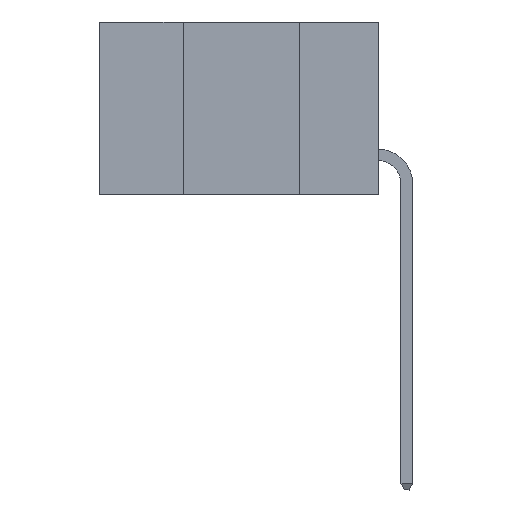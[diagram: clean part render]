
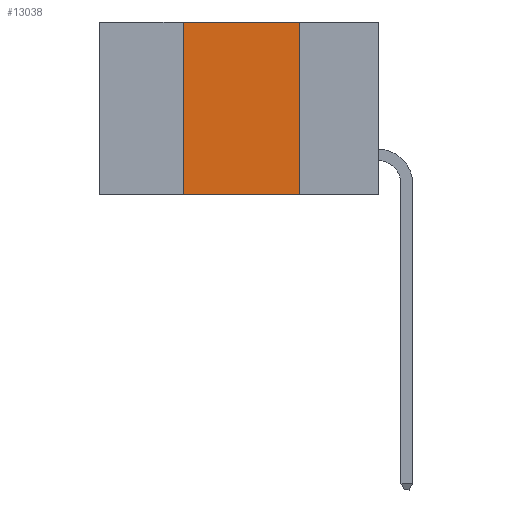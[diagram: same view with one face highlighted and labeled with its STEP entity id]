
A CAD part, left-side view. The second image highlights one B-rep face of the part: STEP entity #13038.
In plain terms, the highlighted planar face has unit normal (-1, 0, 0).
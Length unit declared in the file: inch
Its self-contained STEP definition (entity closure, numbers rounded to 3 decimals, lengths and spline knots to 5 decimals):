
#743 = LINE ( 'NONE', #18321, #4997 ) ;
#1647 = ORIENTED_EDGE ( 'NONE', *, *, #13201, .F. ) ;
#1913 = EDGE_CURVE ( 'NONE', #12828, #2089, #2360, .T. ) ;
#2089 = VERTEX_POINT ( 'NONE', #15613 ) ;
#2294 = CARTESIAN_POINT ( 'NONE',  ( 0., 0.6, 0. ) ) ;
#2360 = LINE ( 'NONE', #12051, #9764 ) ;
#2996 = VERTEX_POINT ( 'NONE', #18782 ) ;
#3594 = EDGE_CURVE ( 'NONE', #2089, #2996, #9027, .T. ) ;
#3869 = DIRECTION ( 'NONE',  ( 0., 0., -1. ) ) ;
#3972 = LINE ( 'NONE', #19997, #11819 ) ;
#4045 = AXIS2_PLACEMENT_3D ( 'NONE', #2294, #13281, #3869 ) ;
#4882 = ORIENTED_EDGE ( 'NONE', *, *, #3594, .F. ) ;
#4997 = VECTOR ( 'NONE', #7428, 39.37008 ) ;
#5342 = VECTOR ( 'NONE', #12260, 39.37008 ) ;
#6169 = CARTESIAN_POINT ( 'NONE',  ( 0., 0.42, -0.37 ) ) ;
#7428 = DIRECTION ( 'NONE',  ( 0., 0., 1. ) ) ;
#7612 = DIRECTION ( 'NONE',  ( 0., -1., 0. ) ) ;
#7975 = FACE_OUTER_BOUND ( 'NONE', #11115, .T. ) ;
#9027 = LINE ( 'NONE', #18538, #5342 ) ;
#9764 = VECTOR ( 'NONE', #7612, 39.37008 ) ;
#11115 = EDGE_LOOP ( 'NONE', ( #4882, #13698, #1647, #16634 ) ) ;
#11688 = PLANE ( 'NONE',  #4045 ) ;
#11819 = VECTOR ( 'NONE', #16875, 39.37008 ) ;
#12051 = CARTESIAN_POINT ( 'NONE',  ( 0., 0.6, 0. ) ) ;
#12260 = DIRECTION ( 'NONE',  ( 0., 0., -1. ) ) ;
#12739 = CARTESIAN_POINT ( 'NONE',  ( 0., 0.42, 0. ) ) ;
#12828 = VERTEX_POINT ( 'NONE', #12739 ) ;
#13038 = ADVANCED_FACE ( 'NONE', ( #7975 ), #11688, .F. ) ;
#13201 = EDGE_CURVE ( 'NONE', #17424, #12828, #743, .T. ) ;
#13281 = DIRECTION ( 'NONE',  ( 1., 0., 0. ) ) ;
#13698 = ORIENTED_EDGE ( 'NONE', *, *, #1913, .F. ) ;
#15613 = CARTESIAN_POINT ( 'NONE',  ( 0., 0.17, 0. ) ) ;
#16634 = ORIENTED_EDGE ( 'NONE', *, *, #17366, .T. ) ;
#16875 = DIRECTION ( 'NONE',  ( 0., -1., 0. ) ) ;
#17366 = EDGE_CURVE ( 'NONE', #17424, #2996, #3972, .T. ) ;
#17424 = VERTEX_POINT ( 'NONE', #6169 ) ;
#18321 = CARTESIAN_POINT ( 'NONE',  ( 0., 0.42, 0. ) ) ;
#18538 = CARTESIAN_POINT ( 'NONE',  ( 0., 0.17, 0. ) ) ;
#18782 = CARTESIAN_POINT ( 'NONE',  ( 0., 0.17, -0.37 ) ) ;
#19997 = CARTESIAN_POINT ( 'NONE',  ( 0., 0.6, -0.37 ) ) ;
